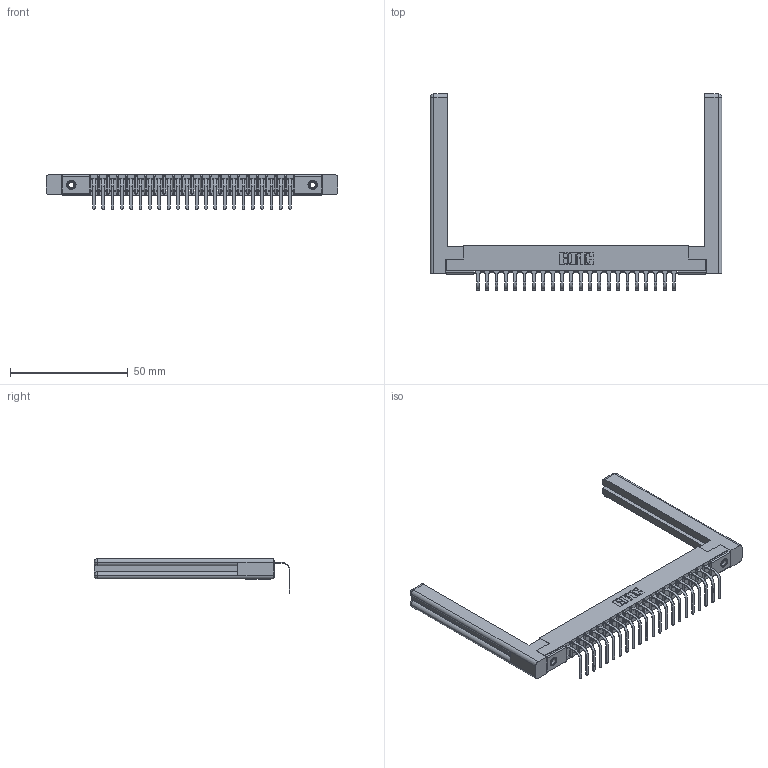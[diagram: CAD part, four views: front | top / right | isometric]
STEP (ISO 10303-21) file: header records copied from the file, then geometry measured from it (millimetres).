
FILE_DESCRIPTION (( 'STEP AP203' ), '1' );
FILE_NAME ('357-022-458-158.STEP', '2022-07-18T22:15:16', ( '' ), ( '' ), 'SwSTEP 2.0', 'SolidWorks 2020', '' );
FILE_SCHEMA (( 'CONFIG_CONTROL_DESIGN' ));
Length unit declared in the file: inch
Products named in the file (5): 307-290-001_558 - 2 (Single); 357-022-458-158; 345-250-001_345-250-001-102; 307 Part_.156 Dia Mounting Holes; 307-220-058
Assembly tree (27 placements, depth 2):
  357-022-458-158
    307 Part_.156 Dia Mounting Holes
    307-290-001_558 - 2 (Single)  x22
    307-220-058  x2
    345-250-001_345-250-001-102  x2
Bounding box: 123.8 x 83.1 x 14.81 mm (x, y, z)
Volume: 15624.4 mm3; surface area: 18140.3 mm2
Topology: 27 solids, 27 shells, 1603 faces, 4505 edges, 2898 vertices
Faces by surface type: plane 1012, cylinder 521, sphere 46, torus 12, cone 12
Entity records: 24063 total; most frequent: CARTESIAN_POINT 4055, ORIENTED_EDGE 3980, DIRECTION 3916, EDGE_CURVE 1990, LINE 1514, VECTOR 1514, VERTEX_POINT 1286, AXIS2_PLACEMENT_3D 1201
